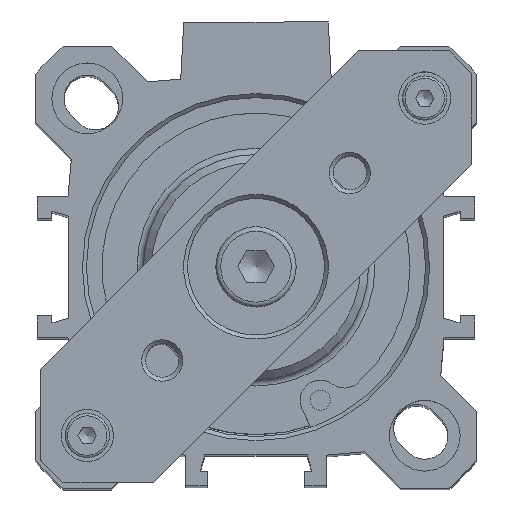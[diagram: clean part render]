
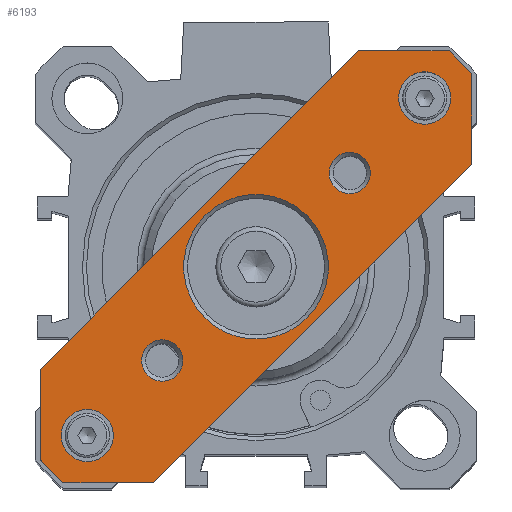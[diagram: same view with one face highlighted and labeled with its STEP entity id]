
A CAD part, top view. The second image highlights one B-rep face of the part: STEP entity #6193.
In plain terms, the highlighted planar face has unit normal (0, 0, 1).
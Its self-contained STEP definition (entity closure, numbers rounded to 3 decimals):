
#6063=CARTESIAN_POINT('',(6.364,6.364,102.));
#6064=VERTEX_POINT('',#6063);
#6065=CARTESIAN_POINT('',(0.,0.,102.));
#6066=DIRECTION('',(0.0,0.0,1.0));
#6067=DIRECTION('',(-0.707,-0.707,0.0));
#6068=AXIS2_PLACEMENT_3D('',#6065,#6066,#6067);
#6069=CIRCLE('',#6068,9.);
#6070=EDGE_CURVE('',#6064,#6064,#6069,.T.);
#6075=CARTESIAN_POINT('',(0.,0.,102.));
#6076=DIRECTION('',(0.0,0.0,1.0));
#6077=DIRECTION('',(1.0,0.0,0.0));
#6078=AXIS2_PLACEMENT_3D('',#6075,#6076,#6077);
#6079=PLANE('',#6078);
#6080=CARTESIAN_POINT('',(-24.042,-26.87,102.));
#6081=VERTEX_POINT('',#6080);
#6082=CARTESIAN_POINT('',(-26.87,-24.042,102.));
#6083=VERTEX_POINT('',#6082);
#6084=CARTESIAN_POINT('',(-24.042,-26.87,102.));
#6085=DIRECTION('',(-0.707,0.707,0.0));
#6086=VECTOR('',#6085,4.);
#6087=LINE('',#6084,#6086);
#6088=EDGE_CURVE('',#6081,#6083,#6087,.T.);
#6089=ORIENTED_EDGE('',*,*,#6088,.F.);
#6090=CARTESIAN_POINT('',(-12.728,-26.87,102.));
#6091=VERTEX_POINT('',#6090);
#6092=CARTESIAN_POINT('',(-12.728,-26.87,102.));
#6093=DIRECTION('',(-1.0,0.0,0.0));
#6094=VECTOR('',#6093,11.314);
#6095=LINE('',#6092,#6094);
#6096=EDGE_CURVE('',#6091,#6081,#6095,.T.);
#6097=ORIENTED_EDGE('',*,*,#6096,.F.);
#6098=CARTESIAN_POINT('',(26.87,12.728,102.));
#6099=VERTEX_POINT('',#6098);
#6100=CARTESIAN_POINT('',(26.87,12.728,102.));
#6101=DIRECTION('',(-0.707,-0.707,0.0));
#6102=VECTOR('',#6101,56.);
#6103=LINE('',#6100,#6102);
#6104=EDGE_CURVE('',#6099,#6091,#6103,.T.);
#6105=ORIENTED_EDGE('',*,*,#6104,.F.);
#6106=CARTESIAN_POINT('',(26.87,24.042,102.));
#6107=VERTEX_POINT('',#6106);
#6108=CARTESIAN_POINT('',(26.87,24.042,102.));
#6109=DIRECTION('',(0.0,-1.0,0.0));
#6110=VECTOR('',#6109,11.314);
#6111=LINE('',#6108,#6110);
#6112=EDGE_CURVE('',#6107,#6099,#6111,.T.);
#6113=ORIENTED_EDGE('',*,*,#6112,.F.);
#6114=CARTESIAN_POINT('',(24.042,26.87,102.));
#6115=VERTEX_POINT('',#6114);
#6116=CARTESIAN_POINT('',(24.042,26.87,102.));
#6117=DIRECTION('',(0.707,-0.707,0.0));
#6118=VECTOR('',#6117,4.);
#6119=LINE('',#6116,#6118);
#6120=EDGE_CURVE('',#6115,#6107,#6119,.T.);
#6121=ORIENTED_EDGE('',*,*,#6120,.F.);
#6122=CARTESIAN_POINT('',(12.728,26.87,102.));
#6123=VERTEX_POINT('',#6122);
#6124=CARTESIAN_POINT('',(12.728,26.87,102.));
#6125=DIRECTION('',(1.0,0.0,0.0));
#6126=VECTOR('',#6125,11.314);
#6127=LINE('',#6124,#6126);
#6128=EDGE_CURVE('',#6123,#6115,#6127,.T.);
#6129=ORIENTED_EDGE('',*,*,#6128,.F.);
#6130=CARTESIAN_POINT('',(-26.87,-12.728,102.));
#6131=VERTEX_POINT('',#6130);
#6132=CARTESIAN_POINT('',(-26.87,-12.728,102.));
#6133=DIRECTION('',(0.707,0.707,0.0));
#6134=VECTOR('',#6133,56.0);
#6135=LINE('',#6132,#6134);
#6136=EDGE_CURVE('',#6131,#6123,#6135,.T.);
#6137=ORIENTED_EDGE('',*,*,#6136,.F.);
#6138=CARTESIAN_POINT('',(-26.87,-24.042,102.));
#6139=DIRECTION('',(0.0,1.0,0.0));
#6140=VECTOR('',#6139,11.314);
#6141=LINE('',#6138,#6140);
#6142=EDGE_CURVE('',#6083,#6131,#6141,.T.);
#6143=ORIENTED_EDGE('',*,*,#6142,.F.);
#6144=EDGE_LOOP('',(#6089,#6097,#6105,#6113,#6121,#6129,#6137,#6143));
#6145=FACE_OUTER_BOUND('',#6144,.T.);
#6146=CARTESIAN_POINT('',(13.482,13.482,102.));
#6147=VERTEX_POINT('',#6146);
#6148=CARTESIAN_POINT('',(11.667,11.667,102.));
#6149=DIRECTION('',(0.0,0.0,1.0));
#6150=DIRECTION('',(-0.707,-0.707,0.0));
#6151=AXIS2_PLACEMENT_3D('',#6148,#6149,#6150);
#6152=CIRCLE('',#6151,2.567);
#6153=EDGE_CURVE('',#6147,#6147,#6152,.T.);
#6154=ORIENTED_EDGE('',*,*,#6153,.F.);
#6155=EDGE_LOOP('',(#6154));
#6156=FACE_BOUND('',#6155,.T.);
#6157=CARTESIAN_POINT('',(-9.852,-9.852,102.));
#6158=VERTEX_POINT('',#6157);
#6159=CARTESIAN_POINT('',(-11.667,-11.667,102.));
#6160=DIRECTION('',(0.0,0.0,1.0));
#6161=DIRECTION('',(-0.707,-0.707,0.0));
#6162=AXIS2_PLACEMENT_3D('',#6159,#6160,#6161);
#6163=CIRCLE('',#6162,2.567);
#6164=EDGE_CURVE('',#6158,#6158,#6163,.T.);
#6165=ORIENTED_EDGE('',*,*,#6164,.F.);
#6166=EDGE_LOOP('',(#6165));
#6167=FACE_BOUND('',#6166,.T.);
#6168=CARTESIAN_POINT('',(-18.703,-18.703,102.));
#6169=VERTEX_POINT('',#6168);
#6170=CARTESIAN_POINT('',(-21.001,-21.001,102.));
#6171=DIRECTION('',(0.0,0.0,-1.0));
#6172=DIRECTION('',(0.707,0.707,0.0));
#6173=AXIS2_PLACEMENT_3D('',#6170,#6171,#6172);
#6174=CIRCLE('',#6173,3.25);
#6175=EDGE_CURVE('',#6169,#6169,#6174,.T.);
#6176=ORIENTED_EDGE('',*,*,#6175,.T.);
#6177=EDGE_LOOP('',(#6176));
#6178=FACE_BOUND('',#6177,.T.);
#6179=CARTESIAN_POINT('',(23.299,23.299,102.));
#6180=VERTEX_POINT('',#6179);
#6181=CARTESIAN_POINT('',(21.001,21.001,102.));
#6182=DIRECTION('',(0.0,0.0,-1.0));
#6183=DIRECTION('',(0.707,0.707,0.0));
#6184=AXIS2_PLACEMENT_3D('',#6181,#6182,#6183);
#6185=CIRCLE('',#6184,3.25);
#6186=EDGE_CURVE('',#6180,#6180,#6185,.T.);
#6187=ORIENTED_EDGE('',*,*,#6186,.T.);
#6188=EDGE_LOOP('',(#6187));
#6189=FACE_BOUND('',#6188,.T.);
#6190=ORIENTED_EDGE('',*,*,#6070,.F.);
#6191=EDGE_LOOP('',(#6190));
#6192=FACE_BOUND('',#6191,.T.);
#6193=ADVANCED_FACE('',(#6145,#6156,#6167,#6178,#6189,#6192),#6079,.T.);
